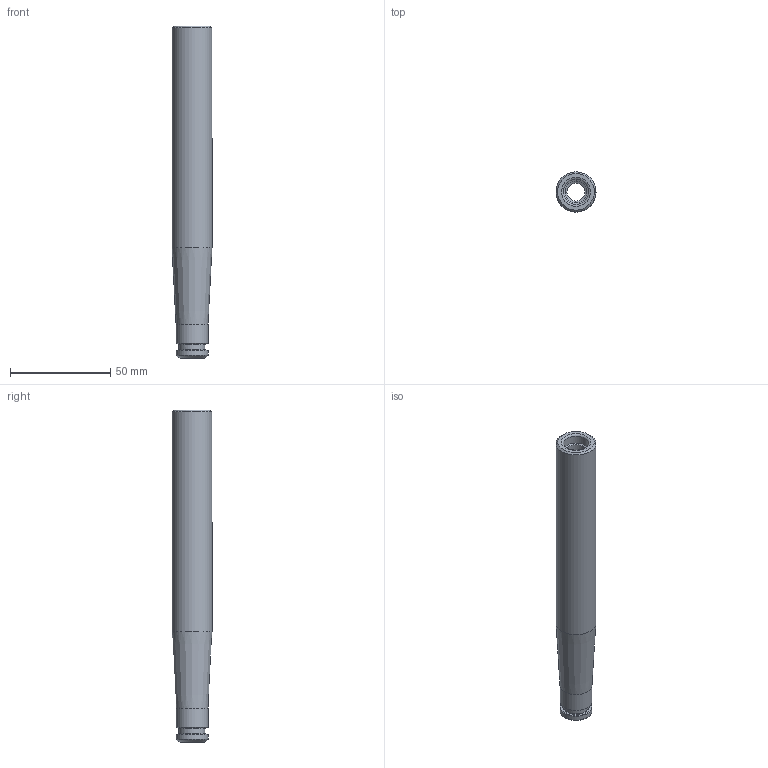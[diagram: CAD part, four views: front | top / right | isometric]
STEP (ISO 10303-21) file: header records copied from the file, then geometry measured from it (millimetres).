
FILE_DESCRIPTION(/* description */ (''),/* implementation_level */ '2;1');
FILE_NAME(/* name */ '262071020.stp',/* time_stamp */ '2021-01-08T12:27:22',/* author */ ('LRA'),/* organization */ ('REGO-FIX'),/* preprocessor_version */ ' Unknown',/* originating_system */ 'SIEMENS PLM Software Solid Edge ST10',/* authorization */ 'Unknown');
FILE_SCHEMA (('AUTOMOTIVE_DESIGN { 1 0 10303 214 2 1 1}'));
Length unit declared in the file: millimetre
Products named in the file (1): NOCUT
Bounding box: 20 x 20 x 166 mm (x, y, z)
Volume: 34687.8 mm3; surface area: 15516.4 mm2
Topology: 1 solids, 1 shells, 28 faces, 58 edges, 35 vertices
Faces by surface type: cone 10, cylinder 9, plane 5, torus 4
Full cylindrical faces by diameter (mm): 9 x1, 10 x1, 10.917 x2, 12.5 x1, 13 x1, 16 x2, 20 x1
Entity records: 803 total; most frequent: DIRECTION 120, CARTESIAN_POINT 88, AXIS2_PLACEMENT_3D 60, ORIENTED_EDGE 56, EDGE_LOOP 56, FACE_BOUND 56, EDGE_CURVE 28, VERTEX_POINT 28
